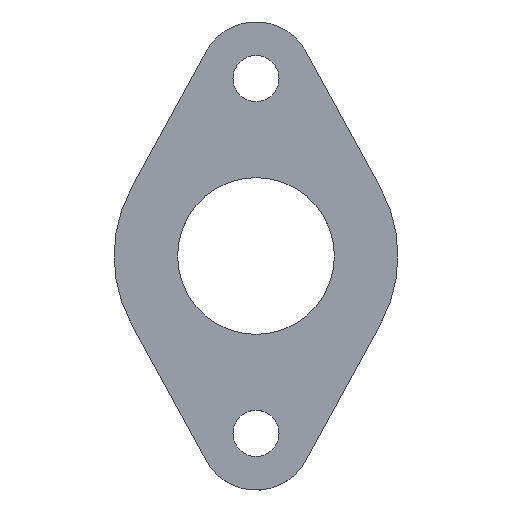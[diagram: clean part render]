
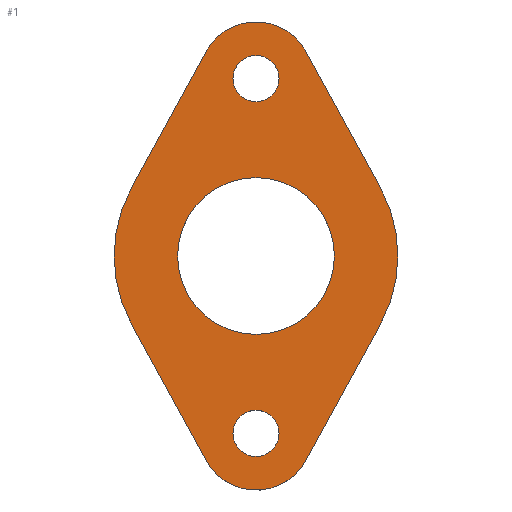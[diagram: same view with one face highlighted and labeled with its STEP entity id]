
A CAD part, top view. The second image highlights one B-rep face of the part: STEP entity #1.
In plain terms, the highlighted planar face has unit normal (0, 0, 1).
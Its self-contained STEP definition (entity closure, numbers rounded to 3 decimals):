
#1 = ADVANCED_FACE ( 'NONE', ( #506, #510, #374, #387 ), #283, .T. ) ;
#8 = EDGE_CURVE ( 'NONE', #248, #253, #505, .T. ) ;
#11 = EDGE_CURVE ( 'NONE', #253, #307, #565, .T. ) ;
#14 = AXIS2_PLACEMENT_3D ( 'NONE', #346, #207, #209 ) ;
#15 = EDGE_CURVE ( 'NONE', #293, #301, #581, .T. ) ;
#17 = EDGE_CURVE ( 'NONE', #295, #257, #517, .T. ) ;
#20 = EDGE_CURVE ( 'NONE', #294, #315, #519, .T. ) ;
#21 = EDGE_CURVE ( 'NONE', #310, #299, #518, .T. ) ;
#22 = AXIS2_PLACEMENT_3D ( 'NONE', #287, #247, #246 ) ;
#23 = AXIS2_PLACEMENT_3D ( 'NONE', #175, #157, #156 ) ;
#24 = EDGE_CURVE ( 'NONE', #317, #320, #538, .T. ) ;
#39 = EDGE_CURVE ( 'NONE', #257, #295, #585, .T. ) ;
#40 = EDGE_CURVE ( 'NONE', #307, #310, #388, .T. ) ;
#58 = EDGE_CURVE ( 'NONE', #296, #293, #468, .T. ) ;
#59 = EDGE_CURVE ( 'NONE', #311, #248, #476, .T. ) ;
#63 = AXIS2_PLACEMENT_3D ( 'NONE', #212, #210, #306 ) ;
#66 = AXIS2_PLACEMENT_3D ( 'NONE', #328, #353, #349 ) ;
#71 = AXIS2_PLACEMENT_3D ( 'NONE', #264, #304, #152 ) ;
#72 = EDGE_CURVE ( 'NONE', #299, #296, #555, .T. ) ;
#74 = AXIS2_PLACEMENT_3D ( 'NONE', #219, #184, #186 ) ;
#77 = EDGE_CURVE ( 'NONE', #301, #311, #497, .T. ) ;
#83 = EDGE_CURVE ( 'NONE', #320, #317, #590, .T. ) ;
#86 = AXIS2_PLACEMENT_3D ( 'NONE', #322, #187, #225 ) ;
#87 = AXIS2_PLACEMENT_3D ( 'NONE', #331, #110, #226 ) ;
#88 = AXIS2_PLACEMENT_3D ( 'NONE', #153, #137, #136 ) ;
#92 = AXIS2_PLACEMENT_3D ( 'NONE', #343, #266, #339 ) ;
#93 = EDGE_CURVE ( 'NONE', #315, #294, #414, .T. ) ;
#95 = AXIS2_PLACEMENT_3D ( 'NONE', #335, #204, #214 ) ;
#110 = DIRECTION ( 'NONE',  ( 0., 0., 1. ) ) ;
#118 = CARTESIAN_POINT ( 'NONE',  ( -7.018, 28.84, 5. ) ) ;
#122 = CARTESIAN_POINT ( 'NONE',  ( 17.545, -9.6, 5. ) ) ;
#123 = CARTESIAN_POINT ( 'NONE',  ( 17.545, -9.6, 5. ) ) ;
#134 = CARTESIAN_POINT ( 'NONE',  ( -11.05, 0., 5. ) ) ;
#136 = DIRECTION ( 'NONE',  ( 1., 0., 0. ) ) ;
#137 = DIRECTION ( 'NONE',  ( 0., 0., 1. ) ) ;
#139 = CARTESIAN_POINT ( 'NONE',  ( -3.25, -25., 5. ) ) ;
#148 = CARTESIAN_POINT ( 'NONE',  ( -3.25, 25., 5. ) ) ;
#152 = DIRECTION ( 'NONE',  ( 1., 0., 0. ) ) ;
#153 = CARTESIAN_POINT ( 'NONE',  ( 0., 0., 5. ) ) ;
#154 = CARTESIAN_POINT ( 'NONE',  ( -17.545, -9.6, 5. ) ) ;
#156 = DIRECTION ( 'NONE',  ( 1., 0., 0. ) ) ;
#157 = DIRECTION ( 'NONE',  ( 0., 0., 1. ) ) ;
#158 = CARTESIAN_POINT ( 'NONE',  ( 11.05, 0., 5. ) ) ;
#160 = CARTESIAN_POINT ( 'NONE',  ( 7.018, -28.84, 5. ) ) ;
#175 = CARTESIAN_POINT ( 'NONE',  ( 0., -25., 5. ) ) ;
#180 = DIRECTION ( 'NONE',  ( -0.48, 0.877, 0. ) ) ;
#181 = CARTESIAN_POINT ( 'NONE',  ( -20., 0., 5. ) ) ;
#184 = DIRECTION ( 'NONE',  ( 0., 0., 1. ) ) ;
#186 = DIRECTION ( 'NONE',  ( 1., 0., 0. ) ) ;
#187 = DIRECTION ( 'NONE',  ( 0., 0., 1. ) ) ;
#188 = CARTESIAN_POINT ( 'NONE',  ( -17.545, 9.6, 5. ) ) ;
#190 = CARTESIAN_POINT ( 'NONE',  ( 7.018, 28.84, 5. ) ) ;
#197 = CARTESIAN_POINT ( 'NONE',  ( -17.545, 9.6, 5. ) ) ;
#203 = DIRECTION ( 'NONE',  ( -0.48, -0.877, 0. ) ) ;
#204 = DIRECTION ( 'NONE',  ( 0., 0., 1. ) ) ;
#207 = DIRECTION ( 'NONE',  ( 0., 0., 1. ) ) ;
#209 = DIRECTION ( 'NONE',  ( 1., 0., 0. ) ) ;
#210 = DIRECTION ( 'NONE',  ( 0., 0., 1. ) ) ;
#211 = DIRECTION ( 'NONE',  ( 0.48, -0.877, 0. ) ) ;
#212 = CARTESIAN_POINT ( 'NONE',  ( 0., 25., 5. ) ) ;
#214 = DIRECTION ( 'NONE',  ( 1., 0., 0. ) ) ;
#219 = CARTESIAN_POINT ( 'NONE',  ( 0., -25., 5. ) ) ;
#222 = CARTESIAN_POINT ( 'NONE',  ( 3.25, 25., 5. ) ) ;
#225 = DIRECTION ( 'NONE',  ( 1., 0., 0. ) ) ;
#226 = DIRECTION ( 'NONE',  ( 1., 0., 0. ) ) ;
#246 = DIRECTION ( 'NONE',  ( 1., 0., 0. ) ) ;
#247 = DIRECTION ( 'NONE',  ( 0., 0., 1. ) ) ;
#248 = VERTEX_POINT ( 'NONE', #118 ) ;
#253 = VERTEX_POINT ( 'NONE', #188 ) ;
#254 = CARTESIAN_POINT ( 'NONE',  ( 7.018, 28.84, 5. ) ) ;
#257 = VERTEX_POINT ( 'NONE', #222 ) ;
#264 = CARTESIAN_POINT ( 'NONE',  ( 0., 0., 5. ) ) ;
#266 = DIRECTION ( 'NONE',  ( 0., 0., 1. ) ) ;
#283 = PLANE ( 'NONE',  #22 ) ;
#287 = CARTESIAN_POINT ( 'NONE',  ( 0., -25., 5. ) ) ;
#293 = VERTEX_POINT ( 'NONE', #122 ) ;
#294 = VERTEX_POINT ( 'NONE', #158 ) ;
#295 = VERTEX_POINT ( 'NONE', #148 ) ;
#296 = VERTEX_POINT ( 'NONE', #160 ) ;
#299 = VERTEX_POINT ( 'NONE', #332 ) ;
#301 = VERTEX_POINT ( 'NONE', #325 ) ;
#304 = DIRECTION ( 'NONE',  ( 0., 0., 1. ) ) ;
#306 = DIRECTION ( 'NONE',  ( 1., 0., 0. ) ) ;
#307 = VERTEX_POINT ( 'NONE', #181 ) ;
#310 = VERTEX_POINT ( 'NONE', #154 ) ;
#311 = VERTEX_POINT ( 'NONE', #254 ) ;
#315 = VERTEX_POINT ( 'NONE', #134 ) ;
#317 = VERTEX_POINT ( 'NONE', #139 ) ;
#320 = VERTEX_POINT ( 'NONE', #359 ) ;
#322 = CARTESIAN_POINT ( 'NONE',  ( 0., -25., 5. ) ) ;
#325 = CARTESIAN_POINT ( 'NONE',  ( 17.545, 9.6, 5. ) ) ;
#328 = CARTESIAN_POINT ( 'NONE',  ( 0., 0., 5. ) ) ;
#331 = CARTESIAN_POINT ( 'NONE',  ( 0., 25., 5. ) ) ;
#332 = CARTESIAN_POINT ( 'NONE',  ( -7.018, -28.84, 5. ) ) ;
#335 = CARTESIAN_POINT ( 'NONE',  ( 0., 25., 5. ) ) ;
#339 = DIRECTION ( 'NONE',  ( 1., 0., 0. ) ) ;
#343 = CARTESIAN_POINT ( 'NONE',  ( 0., 0., 5. ) ) ;
#346 = CARTESIAN_POINT ( 'NONE',  ( 0., 0., 5. ) ) ;
#349 = DIRECTION ( 'NONE',  ( 1., 0., 0. ) ) ;
#352 = CARTESIAN_POINT ( 'NONE',  ( -17.545, -9.6, 5. ) ) ;
#353 = DIRECTION ( 'NONE',  ( 0., 0., 1. ) ) ;
#357 = DIRECTION ( 'NONE',  ( 0.48, 0.877, 0. ) ) ;
#359 = CARTESIAN_POINT ( 'NONE',  ( 3.25, -25., 5. ) ) ;
#373 = VECTOR ( 'NONE', #180, 1000. ) ;
#374 = FACE_BOUND ( 'NONE', #402, .T. ) ;
#377 = EDGE_LOOP ( 'NONE', ( #552, #445 ) ) ;
#387 = FACE_BOUND ( 'NONE', #549, .T. ) ;
#388 = CIRCLE ( 'NONE', #14, 20. ) ;
#402 = EDGE_LOOP ( 'NONE', ( #427, #419 ) ) ;
#414 = CIRCLE ( 'NONE', #88, 11.05 ) ;
#417 = ORIENTED_EDGE ( 'NONE', *, *, #21, .T. ) ;
#419 = ORIENTED_EDGE ( 'NONE', *, *, #20, .F. ) ;
#424 = ORIENTED_EDGE ( 'NONE', *, *, #59, .T. ) ;
#425 = ORIENTED_EDGE ( 'NONE', *, *, #8, .T. ) ;
#427 = ORIENTED_EDGE ( 'NONE', *, *, #93, .F. ) ;
#428 = ORIENTED_EDGE ( 'NONE', *, *, #83, .F. ) ;
#429 = ORIENTED_EDGE ( 'NONE', *, *, #11, .T. ) ;
#430 = EDGE_LOOP ( 'NONE', ( #434, #435, #431, #455, #424, #425, #429, #456, #417 ) ) ;
#431 = ORIENTED_EDGE ( 'NONE', *, *, #15, .T. ) ;
#434 = ORIENTED_EDGE ( 'NONE', *, *, #72, .T. ) ;
#435 = ORIENTED_EDGE ( 'NONE', *, *, #58, .T. ) ;
#445 = ORIENTED_EDGE ( 'NONE', *, *, #39, .F. ) ;
#455 = ORIENTED_EDGE ( 'NONE', *, *, #77, .T. ) ;
#456 = ORIENTED_EDGE ( 'NONE', *, *, #40, .T. ) ;
#468 = LINE ( 'NONE', #123, #544 ) ;
#476 = CIRCLE ( 'NONE', #95, 8. ) ;
#497 = LINE ( 'NONE', #190, #373 ) ;
#505 = LINE ( 'NONE', #197, #543 ) ;
#506 = FACE_BOUND ( 'NONE', #377, .T. ) ;
#510 = FACE_OUTER_BOUND ( 'NONE', #430, .T. ) ;
#511 = VECTOR ( 'NONE', #211, 1000. ) ;
#517 = CIRCLE ( 'NONE', #63, 3.25 ) ;
#518 = LINE ( 'NONE', #352, #511 ) ;
#519 = CIRCLE ( 'NONE', #71, 11.05 ) ;
#538 = CIRCLE ( 'NONE', #86, 3.25 ) ;
#543 = VECTOR ( 'NONE', #203, 1000. ) ;
#544 = VECTOR ( 'NONE', #357, 1000. ) ;
#549 = EDGE_LOOP ( 'NONE', ( #557, #428 ) ) ;
#552 = ORIENTED_EDGE ( 'NONE', *, *, #17, .F. ) ;
#555 = CIRCLE ( 'NONE', #74, 8. ) ;
#557 = ORIENTED_EDGE ( 'NONE', *, *, #24, .F. ) ;
#565 = CIRCLE ( 'NONE', #66, 20. ) ;
#581 = CIRCLE ( 'NONE', #92, 20. ) ;
#585 = CIRCLE ( 'NONE', #87, 3.25 ) ;
#590 = CIRCLE ( 'NONE', #23, 3.25 ) ;
